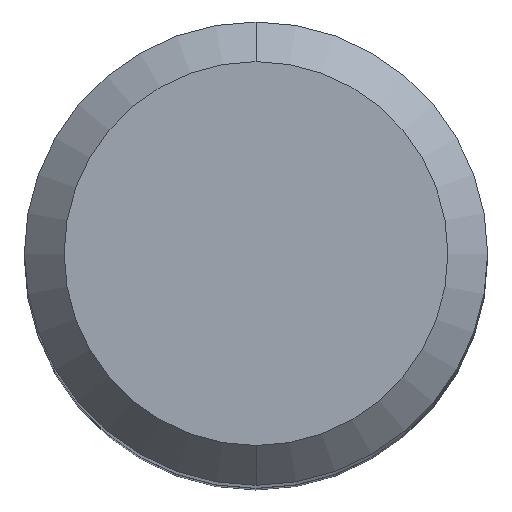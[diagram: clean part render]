
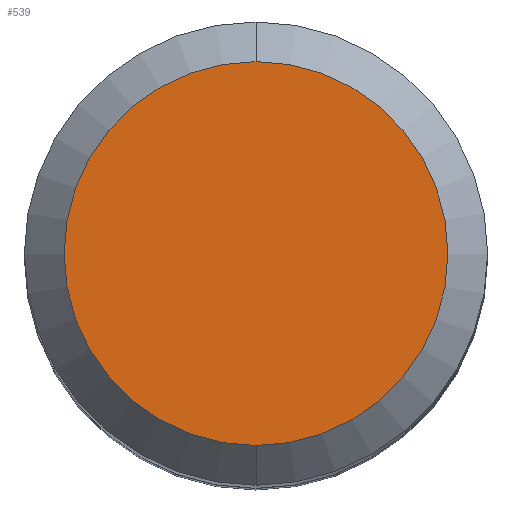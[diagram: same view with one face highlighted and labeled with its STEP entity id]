
A CAD part, top view. The second image highlights one B-rep face of the part: STEP entity #539.
In plain terms, the highlighted planar face has unit normal (0, 0, 1).
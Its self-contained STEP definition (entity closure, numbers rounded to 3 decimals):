
#226=CARTESIAN_POINT('',(0.,0.,45.));
#227=DIRECTION('',(0.,0.,1.));
#228=DIRECTION('',(0.,1.,0.));
#229=AXIS2_PLACEMENT_3D('',#226,#227,#228);
#234=CARTESIAN_POINT('',(0.,0.,45.));
#235=DIRECTION('',(0.,0.,-1.));
#236=DIRECTION('',(0.,1.,0.));
#237=AXIS2_PLACEMENT_3D('',#234,#235,#236);
#246=CARTESIAN_POINT('',(0.,5.8,45.));
#247=VERTEX_POINT('',#246);
#252=CARTESIAN_POINT('',(0.,-5.8,45.));
#253=VERTEX_POINT('',#252);
#530=CARTESIAN_POINT('',(0.,0.,45.));
#531=DIRECTION('',(0.,0.,-1.));
#532=DIRECTION('',(0.,-1.,0.));
#533=AXIS2_PLACEMENT_3D('',#530,#531,#532);
#534=PLANE('',#533);
#535=ORIENTED_EDGE('',*,*,#509,.F.);
#536=ORIENTED_EDGE('',*,*,#525,.T.);
#537=EDGE_LOOP('',(#535,#536));
#538=FACE_OUTER_BOUND('',#537,.F.);
#230=CIRCLE('',#229,5.8);
#238=CIRCLE('',#237,5.8);
#509=EDGE_CURVE('',#247,#253,#230,.T.);
#525=EDGE_CURVE('',#247,#253,#238,.T.);
#539=ADVANCED_FACE('',(#538),#534,.F.);
